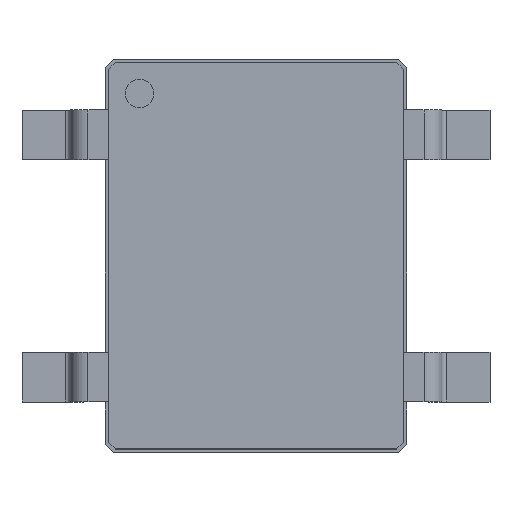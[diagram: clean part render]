
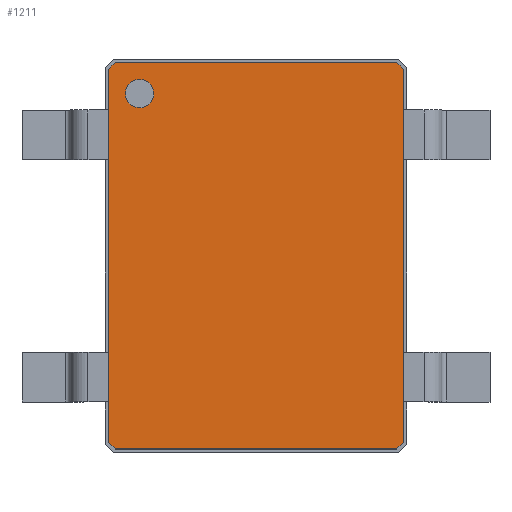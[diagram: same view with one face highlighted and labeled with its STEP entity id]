
A CAD part, top view. The second image highlights one B-rep face of the part: STEP entity #1211.
In plain terms, the highlighted planar face has unit normal (0, 0, 1).
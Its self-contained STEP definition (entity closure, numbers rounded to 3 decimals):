
#633 = VERTEX_POINT('',#634);
#634 = CARTESIAN_POINT('',(-3.1,3.928,2.5));
#639 = EDGE_CURVE('',#640,#633,#642,.T.);
#640 = VERTEX_POINT('',#641);
#641 = CARTESIAN_POINT('',(-3.1,-3.928,2.5));
#642 = LINE('',#643,#644);
#643 = CARTESIAN_POINT('',(-3.1,-3.928,2.5));
#644 = VECTOR('',#645,1.);
#645 = DIRECTION('',(0.,1.,0.));
#662 = VERTEX_POINT('',#663);
#663 = CARTESIAN_POINT('',(-2.963,4.065,2.5));
#668 = EDGE_CURVE('',#633,#662,#669,.T.);
#669 = LINE('',#670,#671);
#670 = CARTESIAN_POINT('',(-3.1,3.928,2.5));
#671 = VECTOR('',#672,1.);
#672 = DIRECTION('',(0.707,0.707,0.));
#685 = VERTEX_POINT('',#686);
#686 = CARTESIAN_POINT('',(2.963,4.065,2.5));
#691 = EDGE_CURVE('',#662,#685,#692,.T.);
#692 = LINE('',#693,#694);
#693 = CARTESIAN_POINT('',(-2.963,4.065,2.5));
#694 = VECTOR('',#695,1.);
#695 = DIRECTION('',(1.,0.,0.));
#708 = VERTEX_POINT('',#709);
#709 = CARTESIAN_POINT('',(3.1,3.928,2.5));
#714 = EDGE_CURVE('',#685,#708,#715,.T.);
#715 = LINE('',#716,#717);
#716 = CARTESIAN_POINT('',(2.963,4.065,2.5));
#717 = VECTOR('',#718,1.);
#718 = DIRECTION('',(0.707,-0.707,0.));
#763 = VERTEX_POINT('',#764);
#764 = CARTESIAN_POINT('',(3.1,-3.928,2.5));
#769 = EDGE_CURVE('',#708,#763,#770,.T.);
#770 = LINE('',#771,#772);
#771 = CARTESIAN_POINT('',(3.1,3.928,2.5));
#772 = VECTOR('',#773,1.);
#773 = DIRECTION('',(0.,-1.,0.));
#1211 = ADVANCED_FACE('',(#1212,#1241),#1252,.T.);
#1212 = FACE_BOUND('',#1213,.T.);
#1213 = EDGE_LOOP('',(#1214,#1215,#1216,#1217,#1225,#1233,#1239,#1240));
#1214 = ORIENTED_EDGE('',*,*,#691,.F.);
#1215 = ORIENTED_EDGE('',*,*,#668,.F.);
#1216 = ORIENTED_EDGE('',*,*,#639,.F.);
#1217 = ORIENTED_EDGE('',*,*,#1218,.F.);
#1218 = EDGE_CURVE('',#1219,#640,#1221,.T.);
#1219 = VERTEX_POINT('',#1220);
#1220 = CARTESIAN_POINT('',(-2.963,-4.065,2.5));
#1221 = LINE('',#1222,#1223);
#1222 = CARTESIAN_POINT('',(-2.963,-4.065,2.5));
#1223 = VECTOR('',#1224,1.);
#1224 = DIRECTION('',(-0.707,0.707,0.));
#1225 = ORIENTED_EDGE('',*,*,#1226,.F.);
#1226 = EDGE_CURVE('',#1227,#1219,#1229,.T.);
#1227 = VERTEX_POINT('',#1228);
#1228 = CARTESIAN_POINT('',(2.963,-4.065,2.5));
#1229 = LINE('',#1230,#1231);
#1230 = CARTESIAN_POINT('',(2.963,-4.065,2.5));
#1231 = VECTOR('',#1232,1.);
#1232 = DIRECTION('',(-1.,0.,0.));
#1233 = ORIENTED_EDGE('',*,*,#1234,.F.);
#1234 = EDGE_CURVE('',#763,#1227,#1235,.T.);
#1235 = LINE('',#1236,#1237);
#1236 = CARTESIAN_POINT('',(3.1,-3.928,2.5));
#1237 = VECTOR('',#1238,1.);
#1238 = DIRECTION('',(-0.707,-0.707,0.));
#1239 = ORIENTED_EDGE('',*,*,#769,.F.);
#1240 = ORIENTED_EDGE('',*,*,#714,.F.);
#1241 = FACE_BOUND('',#1242,.T.);
#1242 = EDGE_LOOP('',(#1243));
#1243 = ORIENTED_EDGE('',*,*,#1244,.T.);
#1244 = EDGE_CURVE('',#1245,#1245,#1247,.T.);
#1245 = VERTEX_POINT('',#1246);
#1246 = CARTESIAN_POINT('',(-2.45,3.115,2.5));
#1247 = CIRCLE('',#1248,0.3);
#1248 = AXIS2_PLACEMENT_3D('',#1249,#1250,#1251);
#1249 = CARTESIAN_POINT('',(-2.45,3.415,2.5));
#1250 = DIRECTION('',(0.,-0.,-1.));
#1251 = DIRECTION('',(0.,-1.,0.));
#1252 = PLANE('',#1253);
#1253 = AXIS2_PLACEMENT_3D('',#1254,#1255,#1256);
#1254 = CARTESIAN_POINT('',(-2.963,4.065,2.5));
#1255 = DIRECTION('',(0.,0.,1.));
#1256 = DIRECTION('',(0.589,-0.808,0.));
